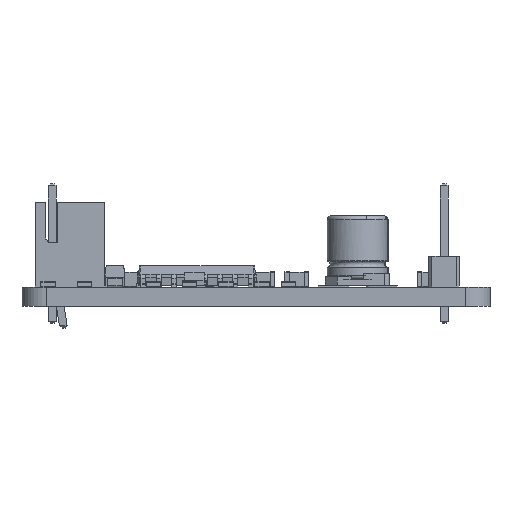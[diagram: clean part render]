
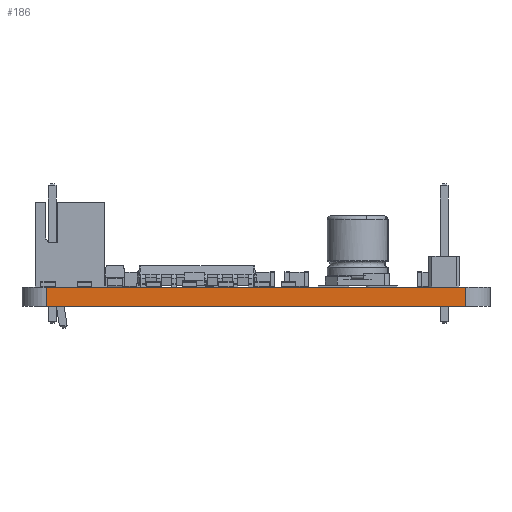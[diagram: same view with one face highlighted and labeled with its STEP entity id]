
A CAD part, front view. The second image highlights one B-rep face of the part: STEP entity #186.
In plain terms, the highlighted planar face has unit normal (0, -1, 0).
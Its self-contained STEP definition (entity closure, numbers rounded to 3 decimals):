
#128 = VERTEX_POINT('',#129);
#129 = CARTESIAN_POINT('',(331.227,-150.023,-1.6));
#136 = EDGE_CURVE('',#137,#128,#139,.T.);
#137 = VERTEX_POINT('',#138);
#138 = CARTESIAN_POINT('',(331.227,-150.023,0.));
#139 = LINE('',#140,#141);
#140 = CARTESIAN_POINT('',(331.227,-150.023,0.));
#141 = VECTOR('',#142,1.);
#142 = DIRECTION('',(0.,0.,-1.));
#186 = ADVANCED_FACE('',(#187),#212,.F.);
#187 = FACE_BOUND('',#188,.F.);
#188 = EDGE_LOOP('',(#189,#190,#198,#206));
#189 = ORIENTED_EDGE('',*,*,#136,.T.);
#190 = ORIENTED_EDGE('',*,*,#191,.T.);
#191 = EDGE_CURVE('',#128,#192,#194,.T.);
#192 = VERTEX_POINT('',#193);
#193 = CARTESIAN_POINT('',(296.428,-150.023,-1.6));
#194 = LINE('',#195,#196);
#195 = CARTESIAN_POINT('',(331.227,-150.023,-1.6));
#196 = VECTOR('',#197,1.);
#197 = DIRECTION('',(-1.,0.,0.));
#198 = ORIENTED_EDGE('',*,*,#199,.F.);
#199 = EDGE_CURVE('',#200,#192,#202,.T.);
#200 = VERTEX_POINT('',#201);
#201 = CARTESIAN_POINT('',(296.428,-150.023,0.));
#202 = LINE('',#203,#204);
#203 = CARTESIAN_POINT('',(296.428,-150.023,0.));
#204 = VECTOR('',#205,1.);
#205 = DIRECTION('',(0.,0.,-1.));
#206 = ORIENTED_EDGE('',*,*,#207,.F.);
#207 = EDGE_CURVE('',#137,#200,#208,.T.);
#208 = LINE('',#209,#210);
#209 = CARTESIAN_POINT('',(331.227,-150.023,0.));
#210 = VECTOR('',#211,1.);
#211 = DIRECTION('',(-1.,0.,0.));
#212 = PLANE('',#213);
#213 = AXIS2_PLACEMENT_3D('',#214,#215,#216);
#214 = CARTESIAN_POINT('',(331.227,-150.023,0.));
#215 = DIRECTION('',(0.,1.,0.));
#216 = DIRECTION('',(-1.,0.,0.));
